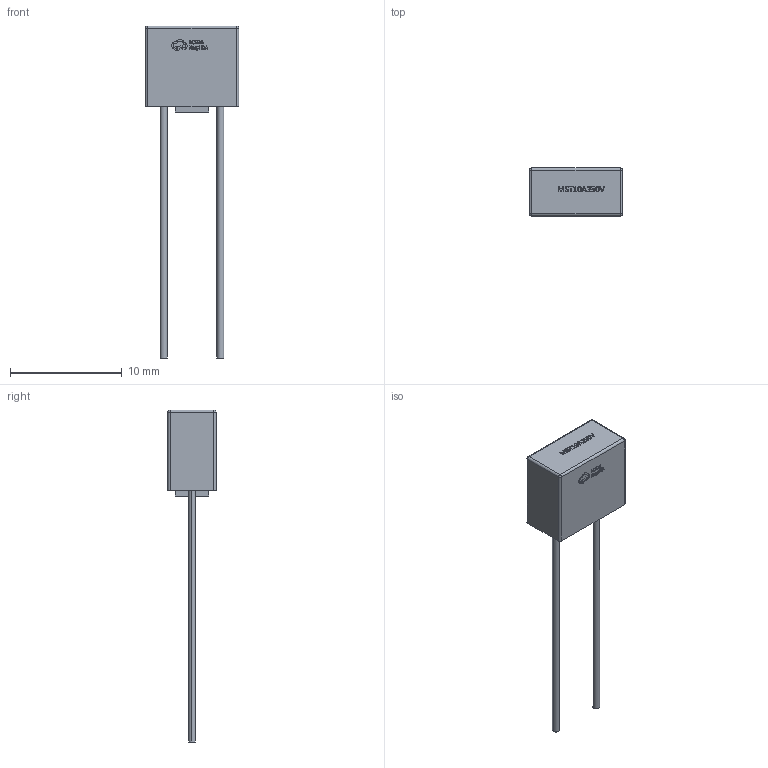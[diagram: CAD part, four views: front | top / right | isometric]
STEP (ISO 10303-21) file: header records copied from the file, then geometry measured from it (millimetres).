
FILE_DESCRIPTION (( 'STEP AP214' ), '1' );
FILE_NAME ('FUSE-TH_L8.4-W4.3-H7.7-P5.08-D0.6.step', '2022-06-28T11:09:24', ( '' ), ( '' ), 'SwSTEP 2.0', 'SolidWorks 2020', '' );
FILE_SCHEMA (( 'AUTOMOTIVE_DESIGN' ));
Length unit declared in the file: millimetre
Products named in the file (1): FUSE-TH_L8.4-W4.3-H7.7-P5.08-D0.6
Bounding box: 8.35 x 4.3 x 29.7 mm (x, y, z)
Volume: 260.4 mm3; surface area: 600.5 mm2
Topology: 1 solids, 1 shells, 405 faces, 1086 edges, 716 vertices
Faces by surface type: plane 228, bspline 150, cylinder 20, sphere 4, torus 3
Entity records: 20106 total; most frequent: CARTESIAN_POINT 6506, ORIENTED_EDGE 2164, DIRECTION 1335, EDGE_CURVE 1082, VECTOR 733, LINE 733, VERTEX_POINT 716, EDGE_LOOP 442
